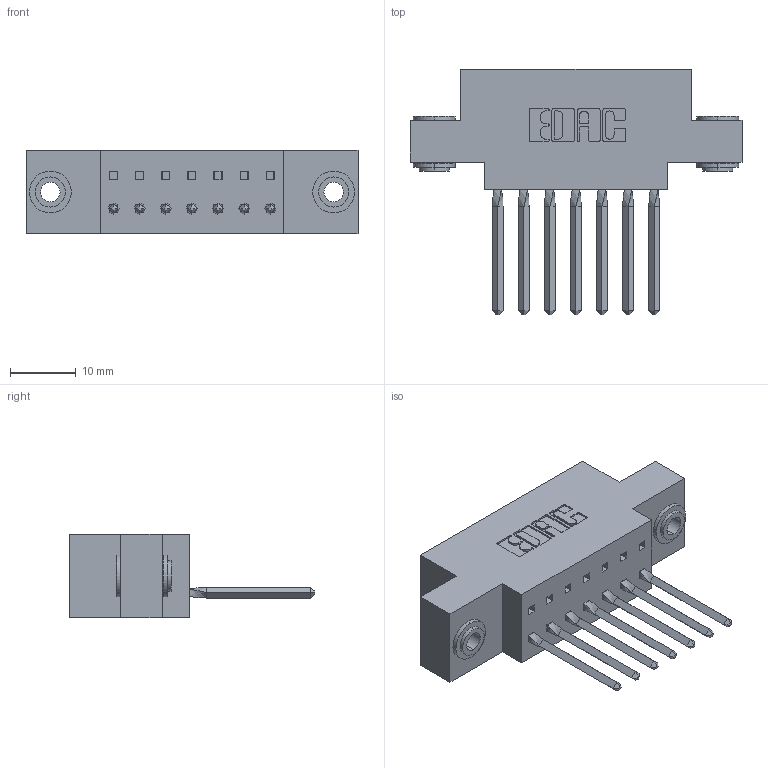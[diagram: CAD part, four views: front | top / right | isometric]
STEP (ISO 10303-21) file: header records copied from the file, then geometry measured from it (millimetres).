
FILE_DESCRIPTION (( 'STEP AP203' ), '1' );
FILE_NAME ('317-007-541-603.STEP', '2020-02-27T12:56:58', ( '' ), ( '' ), 'SwSTEP 2.0', 'SolidWorks 2016', '' );
FILE_SCHEMA (( 'CONFIG_CONTROL_DESIGN' ));
Length unit declared in the file: inch
Products named in the file (4): 317 Part_.156 Dia - TH; 345-250-002_345-250-002-102; 317-007-541-603; 317-290-002_541
Assembly tree (10 placements, depth 2):
  317-007-541-603
    317 Part_.156 Dia - TH
    317-290-002_541  x7
    345-250-002_345-250-002-102  x2
Bounding box: 50.44 x 37.34 x 12.7 mm (x, y, z)
Volume: 7123.6 mm3; surface area: 9113.9 mm2
Topology: 10 solids, 10 shells, 1204 faces, 3389 edges, 2204 vertices
Faces by surface type: plane 936, cylinder 232, bspline 28, cone 8
Entity records: 16975 total; most frequent: CARTESIAN_POINT 3609, ORIENTED_EDGE 2862, DIRECTION 2367, EDGE_CURVE 1431, VECTOR 1043, LINE 1043, VERTEX_POINT 944, AXIS2_PLACEMENT_3D 662
